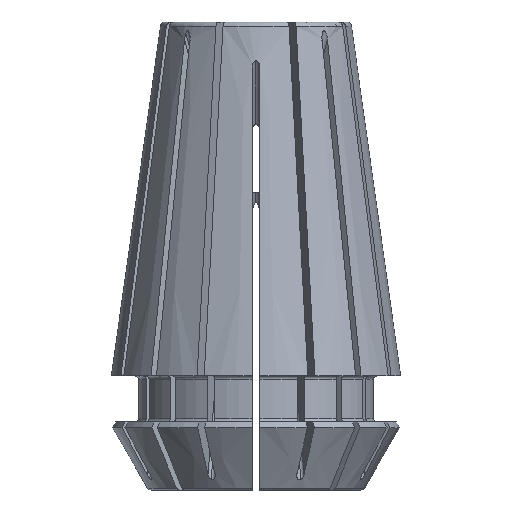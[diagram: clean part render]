
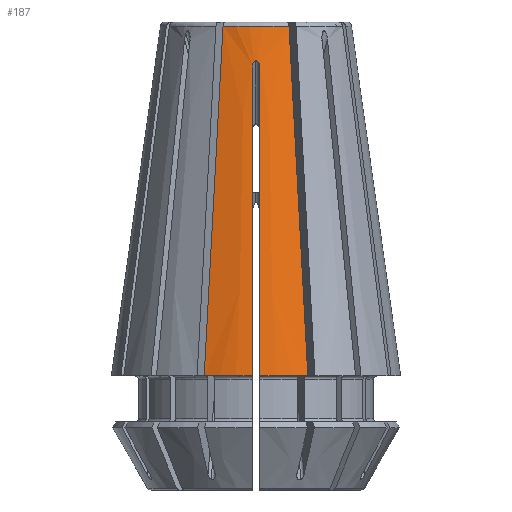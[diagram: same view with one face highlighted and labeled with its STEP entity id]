
A CAD part, front view. The second image highlights one B-rep face of the part: STEP entity #187.
In plain terms, the highlighted conical face has half-angle 8 degrees and reference radius 5.613 mm.
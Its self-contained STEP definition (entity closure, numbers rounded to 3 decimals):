
#74=CARTESIAN_POINT('',(-1.938,-5.268,27.242));
#75=VERTEX_POINT('',#74);
#76=CARTESIAN_POINT('',(1.938,-5.268,27.242));
#77=VERTEX_POINT('',#76);
#78=CARTESIAN_POINT('',(0.,0.,27.242));
#79=DIRECTION('',(0.,0.,1.));
#80=DIRECTION('',(1.,0.,-0.));
#81=AXIS2_PLACEMENT_3D('',#78,#79,#80);
#82=CIRCLE('',#81,5.613);
#83=EDGE_CURVE('',#75,#77,#82,.T.);
#103=CARTESIAN_POINT('',(0.,0.,27.242));
#104=DIRECTION('',(0.,0.,-1.));
#105=DIRECTION('',(-1.,0.,0.));
#106=AXIS2_PLACEMENT_3D('',#103,#104,#105);
#107=CONICAL_SURFACE('',#106,5.613,8.);
#108=CARTESIAN_POINT('',(0.225,-8.497,6.7));
#109=VERTEX_POINT('',#108);
#110=CARTESIAN_POINT('',(3.044,-7.936,6.7));
#111=VERTEX_POINT('',#110);
#112=CARTESIAN_POINT('',(0.,0.,6.7));
#113=DIRECTION('',(0.,0.,1.));
#114=DIRECTION('',(-1.,0.,0.));
#115=AXIS2_PLACEMENT_3D('',#112,#113,#114);
#116=CIRCLE('',#115,8.5);
#117=EDGE_CURVE('',#109,#111,#116,.T.);
#118=ORIENTED_EDGE('',*,*,#117,.T.);
#119=CARTESIAN_POINT('',(3.044,-7.936,6.7));
#120=CARTESIAN_POINT('',(2.675,-7.047,13.547));
#121=CARTESIAN_POINT('',(2.307,-6.157,20.395));
#122=CARTESIAN_POINT('',(1.938,-5.268,27.242));
#123=B_SPLINE_CURVE_WITH_KNOTS('',3,(#119,#120,#121,#122),.UNSPECIFIED.,.F.,.F.,(4,4),(0.,0.02),.UNSPECIFIED.);
#124=EDGE_CURVE('',#111,#77,#123,.T.);
#125=ORIENTED_EDGE('',*,*,#124,.T.);
#126=ORIENTED_EDGE('',*,*,#83,.F.);
#127=CARTESIAN_POINT('',(-3.044,-7.936,6.7));
#128=VERTEX_POINT('',#127);
#129=CARTESIAN_POINT('',(-3.044,-7.936,6.7));
#130=CARTESIAN_POINT('',(-2.675,-7.047,13.547));
#131=CARTESIAN_POINT('',(-2.307,-6.157,20.395));
#132=CARTESIAN_POINT('',(-1.938,-5.268,27.242));
#133=B_SPLINE_CURVE_WITH_KNOTS('',3,(#129,#130,#131,#132),.UNSPECIFIED.,.F.,.F.,(4,4),(0.,0.02),.UNSPECIFIED.);
#134=EDGE_CURVE('',#128,#75,#133,.T.);
#135=ORIENTED_EDGE('',*,*,#134,.F.);
#136=CARTESIAN_POINT('',(-0.225,-8.497,6.7));
#137=VERTEX_POINT('',#136);
#138=CARTESIAN_POINT('',(0.,0.,6.7));
#139=DIRECTION('',(0.,0.,1.));
#140=DIRECTION('',(-1.,0.,0.));
#141=AXIS2_PLACEMENT_3D('',#138,#139,#140);
#142=CIRCLE('',#141,8.5);
#143=EDGE_CURVE('',#128,#137,#142,.T.);
#144=ORIENTED_EDGE('',*,*,#143,.T.);
#145=CARTESIAN_POINT('',(-0.225,-5.945,24.848));
#146=VERTEX_POINT('',#145);
#147=CARTESIAN_POINT('',(-0.225,-8.497,6.7));
#148=CARTESIAN_POINT('',(-0.225,-7.647,12.749));
#149=CARTESIAN_POINT('',(-0.225,-6.796,18.798));
#150=CARTESIAN_POINT('',(-0.225,-5.945,24.848));
#151=B_SPLINE_CURVE_WITH_KNOTS('',3,(#147,#148,#149,#150),.UNSPECIFIED.,.F.,.F.,(4,4),(0.011,0.03),.UNSPECIFIED.);
#152=EDGE_CURVE('',#137,#146,#151,.T.);
#153=ORIENTED_EDGE('',*,*,#152,.T.);
#154=CARTESIAN_POINT('',(0.,-5.898,25.215));
#155=VERTEX_POINT('',#154);
#156=CARTESIAN_POINT('',(-0.225,-5.945,24.848));
#157=CARTESIAN_POINT('',(-0.225,-5.934,24.926));
#158=CARTESIAN_POINT('',(-0.206,-5.914,25.079));
#159=CARTESIAN_POINT('',(0.,-5.89,25.283));
#160=CARTESIAN_POINT('',(0.205,-5.914,25.08));
#161=CARTESIAN_POINT('',(0.225,-5.934,24.926));
#162=CARTESIAN_POINT('',(0.225,-5.945,24.848));
#163=B_SPLINE_CURVE_WITH_KNOTS('',3,(#156,#157,#158,#159,#160,#161,#162),.UNSPECIFIED.,.F.,.F.,(4,1,1,1,4),(0.,0.,0.,0.,0.),.UNSPECIFIED.);
#164=EDGE_CURVE('',#146,#155,#163,.T.);
#165=ORIENTED_EDGE('',*,*,#164,.T.);
#166=CARTESIAN_POINT('',(0.225,-5.945,24.848));
#167=VERTEX_POINT('',#166);
#168=CARTESIAN_POINT('',(-0.225,-5.945,24.848));
#169=CARTESIAN_POINT('',(-0.225,-5.934,24.926));
#170=CARTESIAN_POINT('',(-0.206,-5.914,25.079));
#171=CARTESIAN_POINT('',(0.,-5.89,25.283));
#172=CARTESIAN_POINT('',(0.205,-5.914,25.08));
#173=CARTESIAN_POINT('',(0.225,-5.934,24.926));
#174=CARTESIAN_POINT('',(0.225,-5.945,24.848));
#175=B_SPLINE_CURVE_WITH_KNOTS('',3,(#168,#169,#170,#171,#172,#173,#174),.UNSPECIFIED.,.F.,.F.,(4,1,1,1,4),(0.,0.,0.,0.,0.),.UNSPECIFIED.);
#176=EDGE_CURVE('',#155,#167,#175,.T.);
#177=ORIENTED_EDGE('',*,*,#176,.T.);
#178=CARTESIAN_POINT('',(0.225,-8.497,6.7));
#179=CARTESIAN_POINT('',(0.225,-7.647,12.749));
#180=CARTESIAN_POINT('',(0.225,-6.796,18.798));
#181=CARTESIAN_POINT('',(0.225,-5.945,24.848));
#182=B_SPLINE_CURVE_WITH_KNOTS('',3,(#178,#179,#180,#181),.UNSPECIFIED.,.F.,.F.,(4,4),(0.011,0.03),.UNSPECIFIED.);
#183=EDGE_CURVE('',#109,#167,#182,.T.);
#184=ORIENTED_EDGE('',*,*,#183,.F.);
#185=EDGE_LOOP('',(#118,#125,#126,#135,#144,#153,#165,#177,#184));
#186=FACE_BOUND('',#185,.T.);
#187=ADVANCED_FACE('',(#186),#107,.T.);
